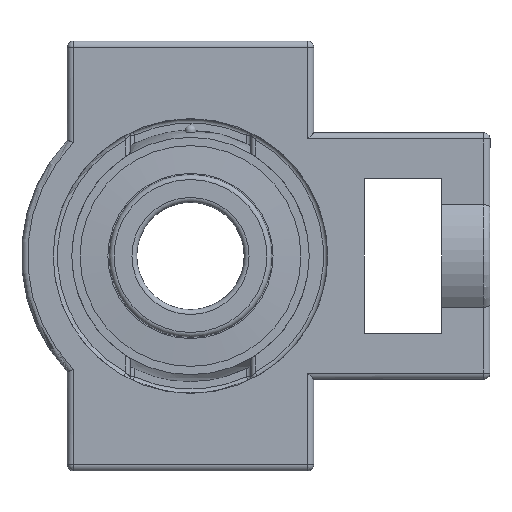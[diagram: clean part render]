
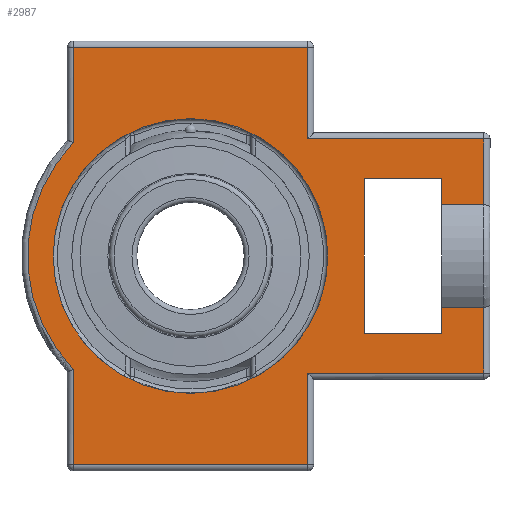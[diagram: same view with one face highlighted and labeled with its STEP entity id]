
A CAD part, left-side view. The second image highlights one B-rep face of the part: STEP entity #2987.
In plain terms, the highlighted face is planar.
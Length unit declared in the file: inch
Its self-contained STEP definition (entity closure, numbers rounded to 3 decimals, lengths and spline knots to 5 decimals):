
#820=VECTOR('',#3566,1.);
#854=VECTOR('',#3717,1.);
#855=VECTOR('',#3720,1.);
#858=VECTOR('',#3730,1.);
#859=VECTOR('',#3735,1.);
#861=VECTOR('',#3744,1.);
#866=VECTOR('',#3755,1.);
#870=VECTOR('',#3765,1.);
#873=VECTOR('',#3774,1.);
#878=VECTOR('',#3785,1.);
#885=VECTOR('',#3799,1.);
#886=VECTOR('',#3800,1.);
#887=VECTOR('',#3801,1.);
#888=VECTOR('',#3802,1.);
#889=VECTOR('',#3803,1.);
#890=VECTOR('',#3804,1.);
#962=LINE('',#4738,#820);
#996=LINE('',#4933,#854);
#997=LINE('',#4950,#855);
#1000=LINE('',#4958,#858);
#1001=LINE('',#4962,#859);
#1003=LINE('',#4984,#861);
#1008=LINE('',#4994,#866);
#1012=LINE('',#5003,#870);
#1015=LINE('',#5011,#873);
#1020=LINE('',#5038,#878);
#1027=LINE('',#5071,#885);
#1028=LINE('',#5073,#886);
#1029=LINE('',#5075,#887);
#1030=LINE('',#5077,#888);
#1031=LINE('',#5079,#889);
#1032=LINE('',#5082,#890);
#1165=PLANE('',#3245);
#1252=VERTEX_POINT('',#4703);
#1255=VERTEX_POINT('',#4712);
#1257=VERTEX_POINT('',#4717);
#1261=VERTEX_POINT('',#4726);
#1263=VERTEX_POINT('',#4731);
#1266=VERTEX_POINT('',#4739);
#1267=VERTEX_POINT('',#4743);
#1270=VERTEX_POINT('',#4750);
#1312=VERTEX_POINT('',#4934);
#1314=VERTEX_POINT('',#4959);
#1315=VERTEX_POINT('',#4963);
#1323=VERTEX_POINT('',#5012);
#1328=VERTEX_POINT('',#5039);
#1335=VERTEX_POINT('',#5072);
#1336=VERTEX_POINT('',#5074);
#1337=VERTEX_POINT('',#5076);
#1338=VERTEX_POINT('',#5078);
#1339=VERTEX_POINT('',#5080);
#1340=VERTEX_POINT('',#5081);
#1453=CIRCLE('',#3138,1.11964);
#1504=CIRCLE('',#3242,1.32795);
#1625=EDGE_CURVE('',#1252,#1252,#1453,.T.);
#1639=EDGE_CURVE('',#1263,#1266,#962,.T.);
#1710=EDGE_CURVE('',#1270,#1312,#996,.T.);
#1712=EDGE_CURVE('',#1266,#1270,#997,.T.);
#1717=EDGE_CURVE('',#1267,#1314,#1000,.T.);
#1719=EDGE_CURVE('',#1315,#1267,#1001,.T.);
#1724=EDGE_CURVE('',#1314,#1261,#1003,.T.);
#1730=EDGE_CURVE('',#1257,#1263,#1008,.T.);
#1735=EDGE_CURVE('',#1261,#1255,#1012,.T.);
#1739=EDGE_CURVE('',#1323,#1257,#1015,.T.);
#1746=EDGE_CURVE('',#1255,#1328,#1020,.T.);
#1748=EDGE_CURVE('',#1328,#1323,#1504,.T.);
#1757=EDGE_CURVE('',#1315,#1335,#1027,.T.);
#1758=EDGE_CURVE('',#1336,#1335,#1028,.T.);
#1759=EDGE_CURVE('',#1337,#1336,#1029,.T.);
#1760=EDGE_CURVE('',#1338,#1337,#1030,.T.);
#1761=EDGE_CURVE('',#1339,#1338,#1031,.T.);
#1762=EDGE_CURVE('',#1340,#1339,#1028,.T.);
#1763=EDGE_CURVE('',#1340,#1312,#1032,.T.);
#2209=ORIENTED_EDGE('',*,*,#1710,.F.);
#2210=ORIENTED_EDGE('',*,*,#1712,.F.);
#2211=ORIENTED_EDGE('',*,*,#1639,.F.);
#2212=ORIENTED_EDGE('',*,*,#1730,.F.);
#2213=ORIENTED_EDGE('',*,*,#1739,.F.);
#2214=ORIENTED_EDGE('',*,*,#1748,.F.);
#2215=ORIENTED_EDGE('',*,*,#1746,.F.);
#2216=ORIENTED_EDGE('',*,*,#1735,.F.);
#2217=ORIENTED_EDGE('',*,*,#1724,.F.);
#2218=ORIENTED_EDGE('',*,*,#1717,.F.);
#2219=ORIENTED_EDGE('',*,*,#1719,.F.);
#2220=ORIENTED_EDGE('',*,*,#1757,.T.);
#2221=ORIENTED_EDGE('',*,*,#1758,.F.);
#2222=ORIENTED_EDGE('',*,*,#1759,.F.);
#2223=ORIENTED_EDGE('',*,*,#1760,.F.);
#2224=ORIENTED_EDGE('',*,*,#1761,.F.);
#2225=ORIENTED_EDGE('',*,*,#1762,.F.);
#2226=ORIENTED_EDGE('',*,*,#1763,.T.);
#2227=ORIENTED_EDGE('',*,*,#1625,.T.);
#2570=EDGE_LOOP('',(#2209,#2210,#2211,#2212,#2213,#2214,#2215,#2216,#2217,
#2218,#2219,#2220,#2221,#2222,#2223,#2224,#2225,#2226));
#2571=EDGE_LOOP('',(#2227));
#2778=FACE_BOUND('',#2570,.T.);
#2779=FACE_BOUND('',#2571,.T.);
#2987=ADVANCED_FACE('',(#2778,#2779),#1165,.T.);
#3138=AXIS2_PLACEMENT_3D('',#4702,#3526,#3527);
#3242=AXIS2_PLACEMENT_3D('',#5055,#3787,#3788);
#3245=AXIS2_PLACEMENT_3D('',#5070,#3798,$);
#3526=DIRECTION('',(0.,0.,-1.));
#3527=DIRECTION('',(0.,1.12,0.));
#3566=DIRECTION('',(-1.,0.,0.));
#3717=DIRECTION('',(-1.,0.,0.));
#3720=DIRECTION('',(0.,-1.,0.));
#3730=DIRECTION('',(0.,1.,0.));
#3735=DIRECTION('',(-1.,0.,0.));
#3744=DIRECTION('',(-1.,0.,0.));
#3755=DIRECTION('',(0.,-1.,0.));
#3765=DIRECTION('',(0.,1.,0.));
#3774=DIRECTION('',(1.,0.,0.));
#3785=DIRECTION('',(1.,0.,0.));
#3787=DIRECTION('',(0.,0.,-1.));
#3788=DIRECTION('',(0.,1.328,0.));
#3798=DIRECTION('',(0.,0.,1.));
#3799=DIRECTION('',(0.,1.,0.));
#3800=DIRECTION('',(1.,0.,0.));
#3801=DIRECTION('',(0.,-1.,0.));
#3802=DIRECTION('',(-1.,0.,0.));
#3803=DIRECTION('',(0.,1.,0.));
#3804=DIRECTION('',(0.,-1.,0.));
#4702=CARTESIAN_POINT('',(0.,0.,0.47244));
#4703=CARTESIAN_POINT('',(0.,1.11964,0.47244));
#4712=CARTESIAN_POINT('',(-1.70197,0.95394,0.47244));
#4717=CARTESIAN_POINT('',(1.70197,0.95394,0.47244));
#4726=CARTESIAN_POINT('',(-1.70197,-0.95394,0.47244));
#4731=CARTESIAN_POINT('',(1.70197,-0.95394,0.47244));
#4738=CARTESIAN_POINT('',(0.3223,-0.95394,0.47244));
#4739=CARTESIAN_POINT('',(0.95394,-0.95394,0.47244));
#4743=CARTESIAN_POINT('',(-0.95394,-2.39094,0.47244));
#4750=CARTESIAN_POINT('',(0.95394,-2.39094,0.47244));
#4933=CARTESIAN_POINT('',(-0.61766,-2.39094,0.47244));
#4934=CARTESIAN_POINT('',(0.41665,-2.39094,0.47244));
#4950=CARTESIAN_POINT('',(0.95394,-1.18222,0.47244));
#4958=CARTESIAN_POINT('',(-0.95394,-1.18222,0.47244));
#4959=CARTESIAN_POINT('',(-0.95394,-0.95394,0.47244));
#4962=CARTESIAN_POINT('',(-0.61766,-2.39094,0.47244));
#4963=CARTESIAN_POINT('',(-0.41665,-2.39094,0.47244));
#4984=CARTESIAN_POINT('',(-1.05566,-0.95394,0.47244));
#4994=CARTESIAN_POINT('',(1.70197,-0.321,0.47244));
#5003=CARTESIAN_POINT('',(-1.70197,-0.321,0.47244));
#5011=CARTESIAN_POINT('',(0.30728,0.95394,0.47244));
#5012=CARTESIAN_POINT('',(0.92383,0.95394,0.47244));
#5038=CARTESIAN_POINT('',(-1.04064,0.95394,0.47244));
#5039=CARTESIAN_POINT('',(-0.92383,0.95394,0.47244));
#5055=CARTESIAN_POINT('',(0.,0.,0.47244));
#5070=CARTESIAN_POINT('',(-0.73336,-0.64199,0.47244));
#5071=CARTESIAN_POINT('',(-0.41665,-2.24409,0.47244));
#5072=CARTESIAN_POINT('',(-0.41665,-2.04724,0.47244));
#5073=CARTESIAN_POINT('',(-0.62992,-2.04724,0.47244));
#5074=CARTESIAN_POINT('',(-0.62992,-2.04724,0.47244));
#5075=CARTESIAN_POINT('',(-0.62992,-1.41732,0.47244));
#5076=CARTESIAN_POINT('',(-0.62992,-1.41732,0.47244));
#5077=CARTESIAN_POINT('',(0.,-1.41732,0.47244));
#5078=CARTESIAN_POINT('',(0.62992,-1.41732,0.47244));
#5079=CARTESIAN_POINT('',(0.62992,-1.41732,0.47244));
#5080=CARTESIAN_POINT('',(0.62992,-2.04724,0.47244));
#5081=CARTESIAN_POINT('',(0.41665,-2.04724,0.47244));
#5082=CARTESIAN_POINT('',(0.41665,-2.24409,0.47244));
